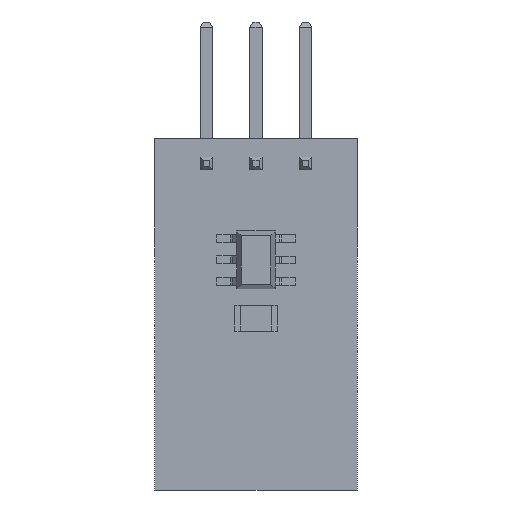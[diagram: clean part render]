
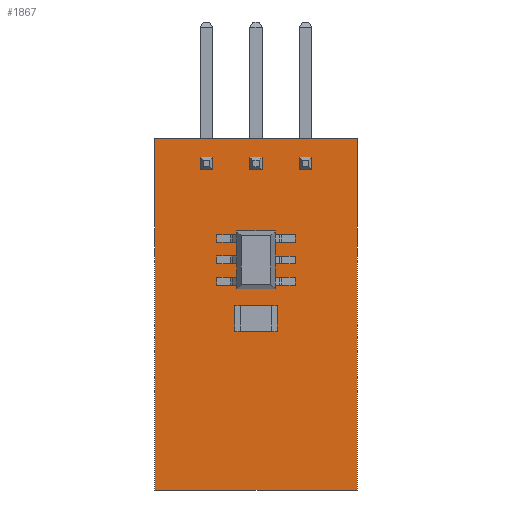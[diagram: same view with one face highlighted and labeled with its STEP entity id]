
A CAD part, front view. The second image highlights one B-rep face of the part: STEP entity #1867.
In plain terms, the highlighted planar face has unit normal (0, -1, 0).
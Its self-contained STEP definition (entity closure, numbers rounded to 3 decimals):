
#82 = ORIENTED_EDGE ( 'NONE', *, *, #12959, .F. ) ;
#169 = VERTEX_POINT ( 'NONE', #13604 ) ;
#302 = DIRECTION ( 'NONE',  ( 1., 0., 0. ) ) ;
#1004 = EDGE_CURVE ( 'NONE', #13227, #4168, #13345, .T. ) ;
#1719 = DIRECTION ( 'NONE',  ( 0., 1., 0. ) ) ;
#1867 = ADVANCED_FACE ( 'NONE', ( #13451 ), #13494, .F. ) ;
#1933 = CARTESIAN_POINT ( 'NONE',  ( 5.2, 0., 9. ) ) ;
#2455 = ORIENTED_EDGE ( 'NONE', *, *, #8986, .F. ) ;
#2706 = CARTESIAN_POINT ( 'NONE',  ( 0., 0., 0. ) ) ;
#3221 = DIRECTION ( 'NONE',  ( 0., 0., 1. ) ) ;
#4168 = VERTEX_POINT ( 'NONE', #1933 ) ;
#4285 = CARTESIAN_POINT ( 'NONE',  ( 5.2, 0., -9. ) ) ;
#4792 = CARTESIAN_POINT ( 'NONE',  ( -5.2, 0., 9. ) ) ;
#4794 = DIRECTION ( 'NONE',  ( 0., 0., 1. ) ) ;
#4925 = VECTOR ( 'NONE', #302, 1000. ) ;
#7119 = DIRECTION ( 'NONE',  ( -1., 0., 0. ) ) ;
#7393 = CARTESIAN_POINT ( 'NONE',  ( 5.2, 0., -9. ) ) ;
#7409 = CARTESIAN_POINT ( 'NONE',  ( -5.2, 0., -9. ) ) ;
#7645 = DIRECTION ( 'NONE',  ( 0., 0., -1. ) ) ;
#8018 = EDGE_LOOP ( 'NONE', ( #2455, #13393, #82, #11169 ) ) ;
#8745 = VECTOR ( 'NONE', #7119, 1000. ) ;
#8881 = CARTESIAN_POINT ( 'NONE',  ( -5.2, 0., 9. ) ) ;
#8986 = EDGE_CURVE ( 'NONE', #4168, #13432, #13817, .T. ) ;
#9027 = AXIS2_PLACEMENT_3D ( 'NONE', #2706, #1719, #4794 ) ;
#9352 = EDGE_CURVE ( 'NONE', #13432, #169, #11612, .T. ) ;
#9457 = VECTOR ( 'NONE', #3221, 1000. ) ;
#9773 = VECTOR ( 'NONE', #7645, 1000. ) ;
#11169 = ORIENTED_EDGE ( 'NONE', *, *, #9352, .F. ) ;
#11502 = LINE ( 'NONE', #7409, #9457 ) ;
#11612 = LINE ( 'NONE', #12465, #8745 ) ;
#12465 = CARTESIAN_POINT ( 'NONE',  ( -5.2, 0., -9. ) ) ;
#12959 = EDGE_CURVE ( 'NONE', #169, #13227, #11502, .T. ) ;
#13227 = VERTEX_POINT ( 'NONE', #4792 ) ;
#13345 = LINE ( 'NONE', #8881, #4925 ) ;
#13393 = ORIENTED_EDGE ( 'NONE', *, *, #1004, .F. ) ;
#13432 = VERTEX_POINT ( 'NONE', #7393 ) ;
#13451 = FACE_OUTER_BOUND ( 'NONE', #8018, .T. ) ;
#13494 = PLANE ( 'NONE',  #9027 ) ;
#13604 = CARTESIAN_POINT ( 'NONE',  ( -5.2, 0., -9. ) ) ;
#13817 = LINE ( 'NONE', #4285, #9773 ) ;
